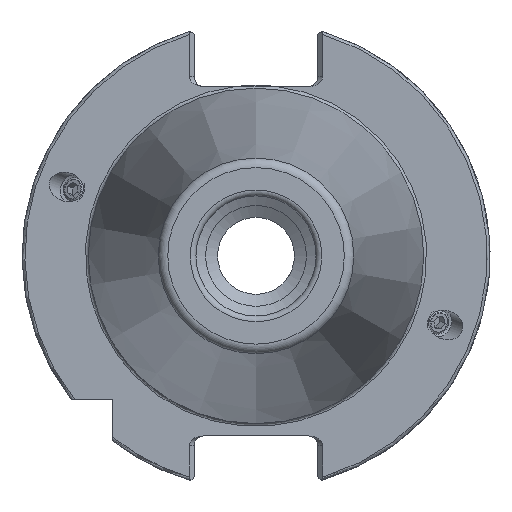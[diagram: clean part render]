
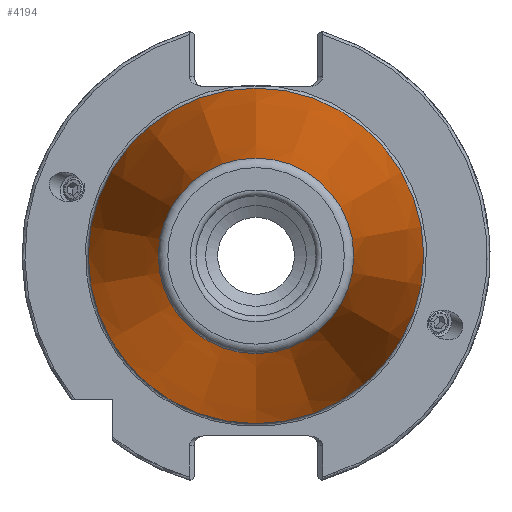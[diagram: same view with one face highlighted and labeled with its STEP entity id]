
A CAD part, left-side view. The second image highlights one B-rep face of the part: STEP entity #4194.
In plain terms, the highlighted conical face has half-angle 8.297 degrees and reference radius 34.925 mm.
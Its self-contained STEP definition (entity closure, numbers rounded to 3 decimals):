
#124 = DIRECTION ( 'NONE',  ( 1., 0., 0. ) ) ;
#167 = CARTESIAN_POINT ( 'NONE',  ( 0., 0., 0. ) ) ;
#632 = ORIENTED_EDGE ( 'NONE', *, *, #4856, .T. ) ;
#935 = AXIS2_PLACEMENT_3D ( 'NONE', #2290, #5567, #1315 ) ;
#1094 = AXIS2_PLACEMENT_3D ( 'NONE', #167, #124, #1530 ) ;
#1315 = DIRECTION ( 'NONE',  ( 0., 0., 1. ) ) ;
#1475 = CIRCLE ( 'NONE', #935, 34.925 ) ;
#1530 = DIRECTION ( 'NONE',  ( 0., 0., -1. ) ) ;
#1961 = DIRECTION ( 'NONE',  ( -1., 0., 0. ) ) ;
#2053 = EDGE_LOOP ( 'NONE', ( #632 ) ) ;
#2156 = FACE_BOUND ( 'NONE', #5425, .T. ) ;
#2263 = CARTESIAN_POINT ( 'NONE',  ( 0., 0., 34.925 ) ) ;
#2290 = CARTESIAN_POINT ( 'NONE',  ( 0., 0., 0. ) ) ;
#2800 = AXIS2_PLACEMENT_3D ( 'NONE', #3796, #1961, #5244 ) ;
#3795 = VERTEX_POINT ( 'NONE', #2263 ) ;
#3796 = CARTESIAN_POINT ( 'NONE',  ( -99.889, 0., 0. ) ) ;
#4056 = FACE_OUTER_BOUND ( 'NONE', #2053, .T. ) ;
#4071 = ORIENTED_EDGE ( 'NONE', *, *, #5853, .F. ) ;
#4194 = ADVANCED_FACE ( 'NONE', ( #2156, #4056 ), #4353, .T. ) ;
#4353 = CONICAL_SURFACE ( 'NONE', #1094, 34.925, 0.145 ) ;
#4614 = VERTEX_POINT ( 'NONE', #5490 ) ;
#4856 = EDGE_CURVE ( 'NONE', #3795, #3795, #1475, .T. ) ;
#4859 = CIRCLE ( 'NONE', #2800, 20.358 ) ;
#5244 = DIRECTION ( 'NONE',  ( 0., 0., 1. ) ) ;
#5425 = EDGE_LOOP ( 'NONE', ( #4071 ) ) ;
#5490 = CARTESIAN_POINT ( 'NONE',  ( -99.889, 0., 20.358 ) ) ;
#5567 = DIRECTION ( 'NONE',  ( -1., 0., 0. ) ) ;
#5853 = EDGE_CURVE ( 'NONE', #4614, #4614, #4859, .T. ) ;
